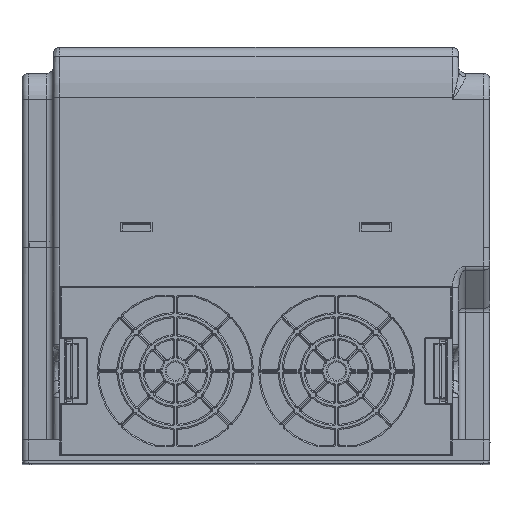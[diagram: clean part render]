
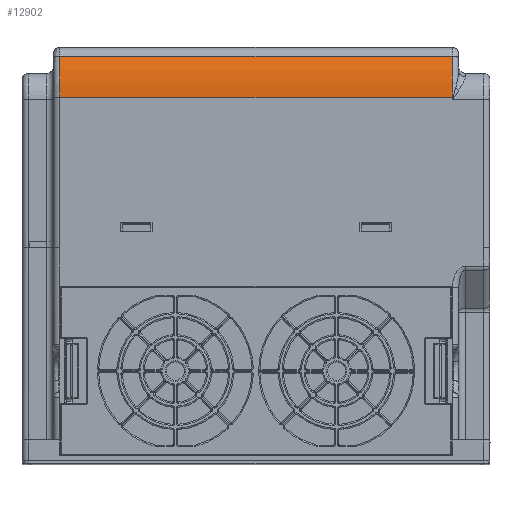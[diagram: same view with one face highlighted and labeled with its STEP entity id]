
A CAD part, top view. The second image highlights one B-rep face of the part: STEP entity #12902.
In plain terms, the highlighted cylindrical face has radius 50 mm (diameter 100 mm), a partial arc.
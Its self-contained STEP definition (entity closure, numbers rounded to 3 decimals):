
#3923 = CARTESIAN_POINT ( 'NONE',  ( -75.5, 140.801, 142.5 ) ) ;
#9181 = AXIS2_PLACEMENT_3D ( 'NONE', #121318, #79504, #120680 ) ;
#12902 = ADVANCED_FACE ( 'NONE', ( #127926 ), #71620, .T. ) ;
#13361 = VERTEX_POINT ( 'NONE', #68905 ) ;
#15207 = DIRECTION ( 'NONE',  ( 1., 0., 0. ) ) ;
#16946 = EDGE_CURVE ( 'NONE', #77347, #70615, #94267, .T. ) ;
#23444 = ORIENTED_EDGE ( 'NONE', *, *, #94498, .F. ) ;
#25294 = CARTESIAN_POINT ( 'NONE',  ( -75.5, 140.4, 92.502 ) ) ;
#33593 = CIRCLE ( 'NONE', #104299, 50. ) ;
#35148 = EDGE_CURVE ( 'NONE', #13361, #37786, #33593, .T. ) ;
#37786 = VERTEX_POINT ( 'NONE', #65465 ) ;
#45874 = LINE ( 'NONE', #47199, #115630 ) ;
#47199 = CARTESIAN_POINT ( 'NONE',  ( -75.5, 140.801, 142.5 ) ) ;
#49536 = VECTOR ( 'NONE', #106267, 1000. ) ;
#51218 = CARTESIAN_POINT ( 'NONE',  ( 75.5, 140.4, 92.502 ) ) ;
#52531 = ORIENTED_EDGE ( 'NONE', *, *, #16946, .F. ) ;
#63597 = EDGE_LOOP ( 'NONE', ( #122197, #23444, #52531, #93314 ) ) ;
#65465 = CARTESIAN_POINT ( 'NONE',  ( 75.5, 140.801, 142.5 ) ) ;
#65785 = DIRECTION ( 'NONE',  ( -1., 0., 0. ) ) ;
#68905 = CARTESIAN_POINT ( 'NONE',  ( 75.5, 156.622, 139.797 ) ) ;
#70615 = VERTEX_POINT ( 'NONE', #113029 ) ;
#71620 = CYLINDRICAL_SURFACE ( 'NONE', #9181, 50. ) ;
#77347 = VERTEX_POINT ( 'NONE', #3923 ) ;
#78633 = EDGE_CURVE ( 'NONE', #77347, #37786, #45874, .T. ) ;
#79504 = DIRECTION ( 'NONE',  ( 1., 0., 0. ) ) ;
#86023 = LINE ( 'NONE', #104973, #49536 ) ;
#88048 = AXIS2_PLACEMENT_3D ( 'NONE', #25294, #65785, #104995 ) ;
#93314 = ORIENTED_EDGE ( 'NONE', *, *, #78633, .T. ) ;
#94267 = CIRCLE ( 'NONE', #88048, 50. ) ;
#94498 = EDGE_CURVE ( 'NONE', #70615, #13361, #86023, .T. ) ;
#104299 = AXIS2_PLACEMENT_3D ( 'NONE', #51218, #121144, #112608 ) ;
#104973 = CARTESIAN_POINT ( 'NONE',  ( -75.5, 156.622, 139.797 ) ) ;
#104995 = DIRECTION ( 'NONE',  ( 0., 0.008, 1. ) ) ;
#106267 = DIRECTION ( 'NONE',  ( 1., 0., 0. ) ) ;
#112608 = DIRECTION ( 'NONE',  ( 0., 0.324, 0.946 ) ) ;
#113029 = CARTESIAN_POINT ( 'NONE',  ( -75.5, 156.622, 139.797 ) ) ;
#115630 = VECTOR ( 'NONE', #15207, 1000. ) ;
#120680 = DIRECTION ( 'NONE',  ( 0., 0., -1. ) ) ;
#121144 = DIRECTION ( 'NONE',  ( 1., 0., 0. ) ) ;
#121318 = CARTESIAN_POINT ( 'NONE',  ( 78., 140.4, 92.502 ) ) ;
#122197 = ORIENTED_EDGE ( 'NONE', *, *, #35148, .F. ) ;
#127926 = FACE_OUTER_BOUND ( 'NONE', #63597, .T. ) ;
